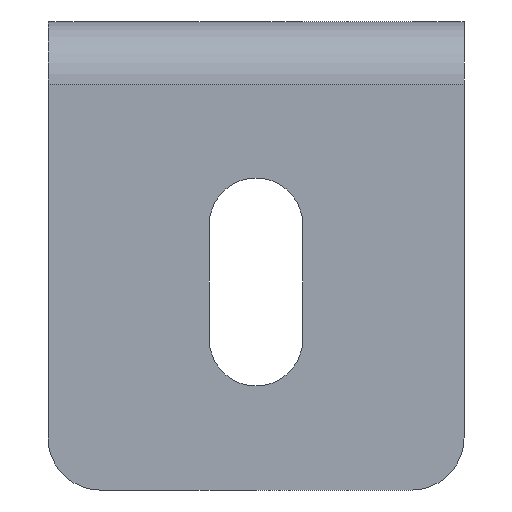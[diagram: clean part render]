
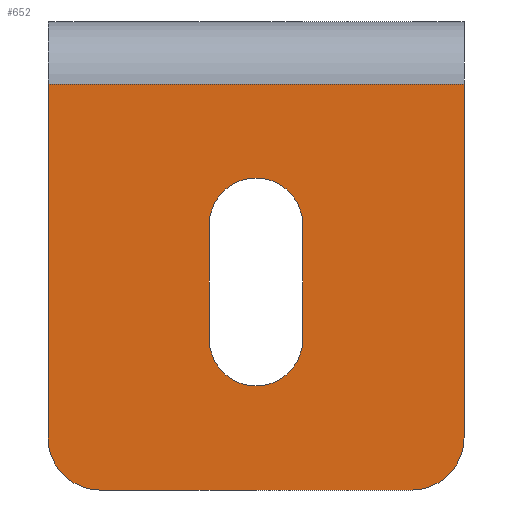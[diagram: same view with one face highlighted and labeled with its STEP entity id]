
A CAD part, front view. The second image highlights one B-rep face of the part: STEP entity #652.
In plain terms, the highlighted planar face has unit normal (0, -1, 0).
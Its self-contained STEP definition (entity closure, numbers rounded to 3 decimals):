
#2 = EDGE_LOOP ( 'NONE', ( #344, #62, #71, #217, #155, #99 ) ) ;
#19 = EDGE_CURVE ( 'NONE', #199, #622, #52, .T. ) ;
#22 = FACE_OUTER_BOUND ( 'NONE', #2, .T. ) ;
#35 = DIRECTION ( 'NONE',  ( -1., 0., 0. ) ) ;
#36 = ORIENTED_EDGE ( 'NONE', *, *, #65, .T. ) ;
#43 = VERTEX_POINT ( 'NONE', #858 ) ;
#50 = DIRECTION ( 'NONE',  ( 0., 1., 0. ) ) ;
#52 = LINE ( 'NONE', #589, #430 ) ;
#60 = CARTESIAN_POINT ( 'NONE',  ( -20., 0., 0. ) ) ;
#62 = ORIENTED_EDGE ( 'NONE', *, *, #839, .T. ) ;
#65 = EDGE_CURVE ( 'NONE', #622, #43, #136, .T. ) ;
#67 = DIRECTION ( 'NONE',  ( 0., 0., 1. ) ) ;
#71 = ORIENTED_EDGE ( 'NONE', *, *, #129, .T. ) ;
#99 = ORIENTED_EDGE ( 'NONE', *, *, #538, .T. ) ;
#104 = AXIS2_PLACEMENT_3D ( 'NONE', #447, #116, #201 ) ;
#113 = DIRECTION ( 'NONE',  ( 0., 0., -1. ) ) ;
#116 = DIRECTION ( 'NONE',  ( 0., -1., 0. ) ) ;
#117 = LINE ( 'NONE', #60, #409 ) ;
#129 = EDGE_CURVE ( 'NONE', #130, #669, #117, .T. ) ;
#130 = VERTEX_POINT ( 'NONE', #436 ) ;
#136 = CIRCLE ( 'NONE', #754, 4.5 ) ;
#154 = CARTESIAN_POINT ( 'NONE',  ( 15., 0., -40. ) ) ;
#155 = ORIENTED_EDGE ( 'NONE', *, *, #475, .F. ) ;
#175 = VECTOR ( 'NONE', #573, 1000. ) ;
#179 = CARTESIAN_POINT ( 'NONE',  ( 20., 0., 0. ) ) ;
#189 = LINE ( 'NONE', #305, #175 ) ;
#199 = VERTEX_POINT ( 'NONE', #318 ) ;
#201 = DIRECTION ( 'NONE',  ( 0., 0., 1. ) ) ;
#217 = ORIENTED_EDGE ( 'NONE', *, *, #807, .T. ) ;
#229 = EDGE_CURVE ( 'NONE', #43, #251, #809, .T. ) ;
#231 = CARTESIAN_POINT ( 'NONE',  ( -4.5, 0., -19.5 ) ) ;
#236 = CARTESIAN_POINT ( 'NONE',  ( -20., 0., -40. ) ) ;
#237 = CARTESIAN_POINT ( 'NONE',  ( 0., 0., -19.5 ) ) ;
#248 = DIRECTION ( 'NONE',  ( 0., 0., 1. ) ) ;
#251 = VERTEX_POINT ( 'NONE', #510 ) ;
#267 = AXIS2_PLACEMENT_3D ( 'NONE', #279, #751, #748 ) ;
#279 = CARTESIAN_POINT ( 'NONE',  ( 20., 0., 0. ) ) ;
#294 = EDGE_CURVE ( 'NONE', #251, #391, #515, .T. ) ;
#305 = CARTESIAN_POINT ( 'NONE',  ( 20., 0., -6. ) ) ;
#310 = DIRECTION ( 'NONE',  ( 0., 0., 1. ) ) ;
#318 = CARTESIAN_POINT ( 'NONE',  ( -4.5, 0., -30.5 ) ) ;
#320 = LINE ( 'NONE', #179, #827 ) ;
#328 = EDGE_CURVE ( 'NONE', #474, #460, #320, .T. ) ;
#334 = VECTOR ( 'NONE', #727, 1000. ) ;
#337 = ORIENTED_EDGE ( 'NONE', *, *, #732, .T. ) ;
#339 = VECTOR ( 'NONE', #35, 1000. ) ;
#344 = ORIENTED_EDGE ( 'NONE', *, *, #328, .F. ) ;
#368 = CARTESIAN_POINT ( 'NONE',  ( 4.5, 0., -30.5 ) ) ;
#381 = CARTESIAN_POINT ( 'NONE',  ( 4.5, 0., 0. ) ) ;
#388 = CARTESIAN_POINT ( 'NONE',  ( 0., 0., -30.5 ) ) ;
#391 = VERTEX_POINT ( 'NONE', #368 ) ;
#393 = AXIS2_PLACEMENT_3D ( 'NONE', #777, #50, #310 ) ;
#409 = VECTOR ( 'NONE', #494, 1000. ) ;
#413 = AXIS2_PLACEMENT_3D ( 'NONE', #154, #614, #428 ) ;
#420 = PLANE ( 'NONE',  #267 ) ;
#421 = VERTEX_POINT ( 'NONE', #524 ) ;
#428 = DIRECTION ( 'NONE',  ( 0., 0., 1. ) ) ;
#430 = VECTOR ( 'NONE', #67, 1000. ) ;
#434 = CIRCLE ( 'NONE', #658, 4.5 ) ;
#436 = CARTESIAN_POINT ( 'NONE',  ( -20., 0., -6. ) ) ;
#444 = DIRECTION ( 'NONE',  ( 0., 1., 0. ) ) ;
#447 = CARTESIAN_POINT ( 'NONE',  ( -15., 0., -40. ) ) ;
#460 = VERTEX_POINT ( 'NONE', #624 ) ;
#474 = VERTEX_POINT ( 'NONE', #820 ) ;
#475 = EDGE_CURVE ( 'NONE', #421, #840, #752, .T. ) ;
#494 = DIRECTION ( 'NONE',  ( 0., 0., -1. ) ) ;
#497 = CARTESIAN_POINT ( 'NONE',  ( 20., 0., -45. ) ) ;
#510 = CARTESIAN_POINT ( 'NONE',  ( 4.5, 0., -19.5 ) ) ;
#515 = LINE ( 'NONE', #381, #334 ) ;
#524 = CARTESIAN_POINT ( 'NONE',  ( 15., 0., -45. ) ) ;
#538 = EDGE_CURVE ( 'NONE', #421, #460, #853, .T. ) ;
#563 = CIRCLE ( 'NONE', #104, 5. ) ;
#573 = DIRECTION ( 'NONE',  ( -1., 0., 0. ) ) ;
#589 = CARTESIAN_POINT ( 'NONE',  ( -4.5, 0., 0. ) ) ;
#614 = DIRECTION ( 'NONE',  ( 0., -1., 0. ) ) ;
#622 = VERTEX_POINT ( 'NONE', #231 ) ;
#624 = CARTESIAN_POINT ( 'NONE',  ( 20., 0., -40. ) ) ;
#640 = DIRECTION ( 'NONE',  ( 0., 1., 0. ) ) ;
#643 = EDGE_LOOP ( 'NONE', ( #36, #788, #716, #337, #701 ) ) ;
#652 = ADVANCED_FACE ( 'NONE', ( #819, #22 ), #420, .F. ) ;
#658 = AXIS2_PLACEMENT_3D ( 'NONE', #388, #640, #248 ) ;
#669 = VERTEX_POINT ( 'NONE', #236 ) ;
#701 = ORIENTED_EDGE ( 'NONE', *, *, #19, .T. ) ;
#716 = ORIENTED_EDGE ( 'NONE', *, *, #294, .T. ) ;
#727 = DIRECTION ( 'NONE',  ( 0., 0., -1. ) ) ;
#732 = EDGE_CURVE ( 'NONE', #391, #199, #434, .T. ) ;
#748 = DIRECTION ( 'NONE',  ( 0., 0., 1. ) ) ;
#751 = DIRECTION ( 'NONE',  ( 0., 1., 0. ) ) ;
#752 = LINE ( 'NONE', #497, #339 ) ;
#754 = AXIS2_PLACEMENT_3D ( 'NONE', #237, #444, #771 ) ;
#771 = DIRECTION ( 'NONE',  ( 0., 0., 1. ) ) ;
#777 = CARTESIAN_POINT ( 'NONE',  ( 0., 0., -19.5 ) ) ;
#788 = ORIENTED_EDGE ( 'NONE', *, *, #229, .T. ) ;
#807 = EDGE_CURVE ( 'NONE', #669, #840, #563, .T. ) ;
#809 = CIRCLE ( 'NONE', #393, 4.5 ) ;
#819 = FACE_BOUND ( 'NONE', #643, .T. ) ;
#820 = CARTESIAN_POINT ( 'NONE',  ( 20., 0., -6. ) ) ;
#827 = VECTOR ( 'NONE', #113, 1000. ) ;
#839 = EDGE_CURVE ( 'NONE', #474, #130, #189, .T. ) ;
#840 = VERTEX_POINT ( 'NONE', #842 ) ;
#842 = CARTESIAN_POINT ( 'NONE',  ( -15., 0., -45. ) ) ;
#853 = CIRCLE ( 'NONE', #413, 5. ) ;
#858 = CARTESIAN_POINT ( 'NONE',  ( 0., 0., -15. ) ) ;
